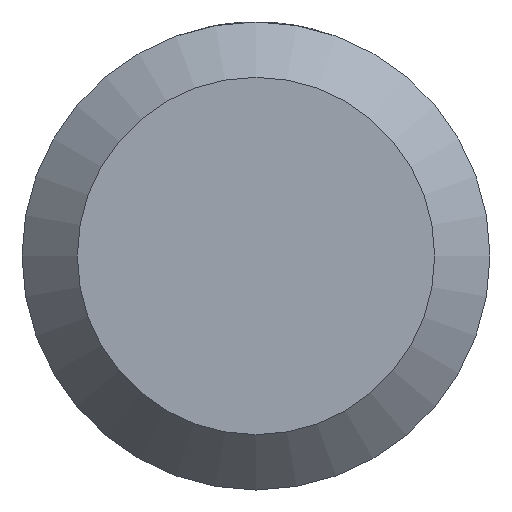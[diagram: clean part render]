
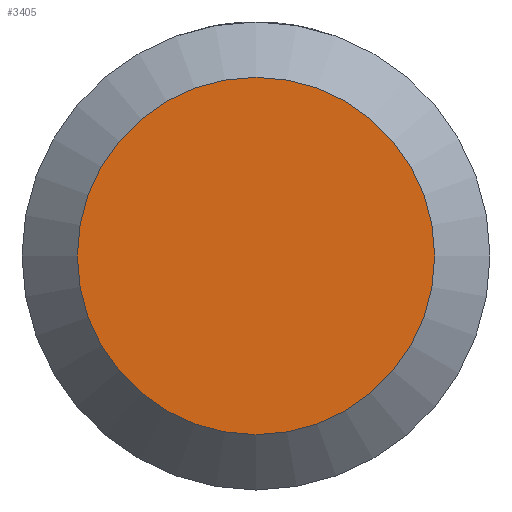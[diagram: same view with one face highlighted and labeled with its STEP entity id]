
A CAD part, left-side view. The second image highlights one B-rep face of the part: STEP entity #3405.
In plain terms, the highlighted planar face has unit normal (-1, 0, 0).
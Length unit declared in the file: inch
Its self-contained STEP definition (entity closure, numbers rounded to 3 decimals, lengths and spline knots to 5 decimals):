
#3373=CARTESIAN_POINT('',(0.,0.25,0.));
#3374=VERTEX_POINT('',#3373);
#3375=CARTESIAN_POINT('',(0.,0.0,0.0));
#3376=DIRECTION('',(1.0,0.0,0.0));
#3377=DIRECTION('',(0.0,-1.0,0.0));
#3378=AXIS2_PLACEMENT_3D('',#3375,#3376,#3377);
#3379=CIRCLE('',#3378,0.25);
#3380=EDGE_CURVE('',#3374,#3374,#3379,.T.);
#3397=CARTESIAN_POINT('',(0.,0.16375,0.0));
#3398=DIRECTION('',(-1.0,0.0,0.0));
#3399=DIRECTION('',(0.0,0.0,1.0));
#3400=AXIS2_PLACEMENT_3D('',#3397,#3398,#3399);
#3401=PLANE('',#3400);
#3402=ORIENTED_EDGE('',*,*,#3380,.F.);
#3403=EDGE_LOOP('',(#3402));
#3404=FACE_OUTER_BOUND('',#3403,.T.);
#3405=ADVANCED_FACE('',(#3404),#3401,.T.);
